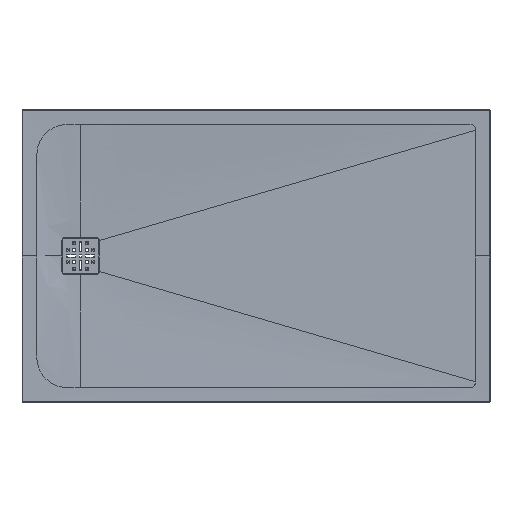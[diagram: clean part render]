
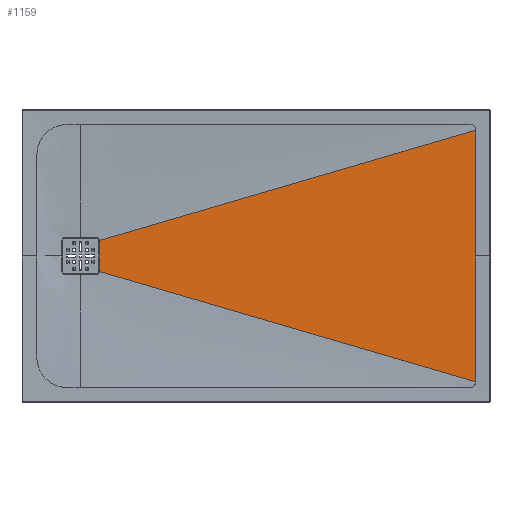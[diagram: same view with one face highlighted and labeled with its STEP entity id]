
A CAD part, top view. The second image highlights one B-rep face of the part: STEP entity #1159.
In plain terms, the highlighted planar face has unit normal (-0.011, 0, 1).
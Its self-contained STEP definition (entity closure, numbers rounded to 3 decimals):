
#148=ELLIPSE('',#6713,11.501,11.5);
#149=ELLIPSE('',#6714,11.501,11.5);
#388=B_SPLINE_CURVE_WITH_KNOTS('',3,(#20639,#20640,#20641,#20642),
 .UNSPECIFIED.,.F.,.F.,(4,4),(0.,1.),.UNSPECIFIED.);
#389=B_SPLINE_CURVE_WITH_KNOTS('',3,(#20644,#20645,#20646,#20647,#20648,
#20649,#20650,#20651),.UNSPECIFIED.,.F.,.F.,(4,2,2,4),(0.,0.5,0.75,1.),
 .UNSPECIFIED.);
#390=B_SPLINE_CURVE_WITH_KNOTS('',3,(#20653,#20654,#20655,#20656,#20657,
#20658,#20659,#20660),.UNSPECIFIED.,.F.,.F.,(4,2,2,4),(0.,0.25,0.5,1.),
 .UNSPECIFIED.);
#391=B_SPLINE_CURVE_WITH_KNOTS('',3,(#20662,#20663,#20664,#20665),
 .UNSPECIFIED.,.F.,.F.,(4,4),(0.,1.),.UNSPECIFIED.);
#807=FACE_OUTER_BOUND('',#1731,.T.);
#1159=ADVANCED_FACE('',(#807),#1412,.F.);
#1412=PLANE('',#6715);
#1731=EDGE_LOOP('',(#3377,#3378,#3379,#3380,#3381,#3382,#3383));
#3377=ORIENTED_EDGE('',*,*,#5306,.T.);
#3378=ORIENTED_EDGE('',*,*,#5307,.T.);
#3379=ORIENTED_EDGE('',*,*,#5308,.T.);
#3380=ORIENTED_EDGE('',*,*,#5309,.F.);
#3381=ORIENTED_EDGE('',*,*,#5310,.F.);
#3382=ORIENTED_EDGE('',*,*,#5311,.F.);
#3383=ORIENTED_EDGE('',*,*,#5312,.T.);
#4517=VERTEX_POINT('',#20635);
#4518=VERTEX_POINT('',#20636);
#4519=VERTEX_POINT('',#20638);
#4520=VERTEX_POINT('',#20643);
#4521=VERTEX_POINT('',#20652);
#4522=VERTEX_POINT('',#20661);
#4523=VERTEX_POINT('',#20666);
#5306=EDGE_CURVE('',#4517,#4518,#5911,.T.);
#5307=EDGE_CURVE('',#4518,#4519,#148,.T.);
#5308=EDGE_CURVE('',#4519,#4520,#388,.T.);
#5309=EDGE_CURVE('',#4521,#4520,#389,.T.);
#5310=EDGE_CURVE('',#4522,#4521,#390,.T.);
#5311=EDGE_CURVE('',#4523,#4522,#391,.T.);
#5312=EDGE_CURVE('',#4523,#4517,#149,.T.);
#5911=LINE('',#20634,#6313);
#6313=VECTOR('',#8010,1.);
#6713=AXIS2_PLACEMENT_3D('',#20637,#8011,#8012);
#6714=AXIS2_PLACEMENT_3D('',#20667,#8013,#8014);
#6715=AXIS2_PLACEMENT_3D('',#20668,#8015,#8016);
#8010=DIRECTION('',(0.,-1.,0.));
#8011=DIRECTION('',(0.011,0.,-1.));
#8012=DIRECTION('',(-1.,0.,-0.011));
#8013=DIRECTION('',(0.011,0.,-1.));
#8014=DIRECTION('',(-1.,0.,-0.011));
#8015=DIRECTION('',(0.011,0.,-1.));
#8016=DIRECTION('',(0.281,0.96,0.003));
#20634=CARTESIAN_POINT('',(63.984,-51.6,16.016));
#20635=CARTESIAN_POINT('',(63.984,52.5,16.016));
#20636=CARTESIAN_POINT('',(63.984,-52.5,16.016));
#20637=CARTESIAN_POINT('',(52.484,-52.5,15.891));
#20638=CARTESIAN_POINT('',(63.976,-52.933,16.016));
#20639=CARTESIAN_POINT('',(63.976,-52.933,16.016));
#20640=CARTESIAN_POINT('',(492.65,-178.622,20.677));
#20641=CARTESIAN_POINT('',(921.325,-304.311,25.339));
#20642=CARTESIAN_POINT('',(1350.,-430.,30.));
#20643=CARTESIAN_POINT('',(1350.,-430.,30.));
#20644=CARTESIAN_POINT('',(1350.,0.,30.004));
#20645=CARTESIAN_POINT('',(1350.,-71.667,29.974));
#20646=CARTESIAN_POINT('',(1350.,-143.333,29.999));
#20647=CARTESIAN_POINT('',(1350.,-250.833,30.));
#20648=CARTESIAN_POINT('',(1350.,-286.667,30.001));
#20649=CARTESIAN_POINT('',(1350.,-358.333,30.003));
#20650=CARTESIAN_POINT('',(1350.,-394.167,29.961));
#20651=CARTESIAN_POINT('',(1350.,-430.,30.));
#20652=CARTESIAN_POINT('',(1350.,0.,30.002));
#20653=CARTESIAN_POINT('',(1350.,430.,30.));
#20654=CARTESIAN_POINT('',(1350.,394.167,29.961));
#20655=CARTESIAN_POINT('',(1350.,358.333,30.003));
#20656=CARTESIAN_POINT('',(1350.,286.667,30.001));
#20657=CARTESIAN_POINT('',(1350.,250.833,30.));
#20658=CARTESIAN_POINT('',(1350.,143.333,29.999));
#20659=CARTESIAN_POINT('',(1350.,71.667,29.974));
#20660=CARTESIAN_POINT('',(1350.,0.,30.004));
#20661=CARTESIAN_POINT('',(1350.,430.,30.));
#20662=CARTESIAN_POINT('',(63.976,52.933,16.016));
#20663=CARTESIAN_POINT('',(492.65,178.621,20.687));
#20664=CARTESIAN_POINT('',(921.325,304.31,25.371));
#20665=CARTESIAN_POINT('',(1350.,430.,30.));
#20666=CARTESIAN_POINT('',(63.976,52.933,16.016));
#20667=CARTESIAN_POINT('',(52.484,52.5,15.891));
#20668=CARTESIAN_POINT('',(835.,-51.6,24.4));
